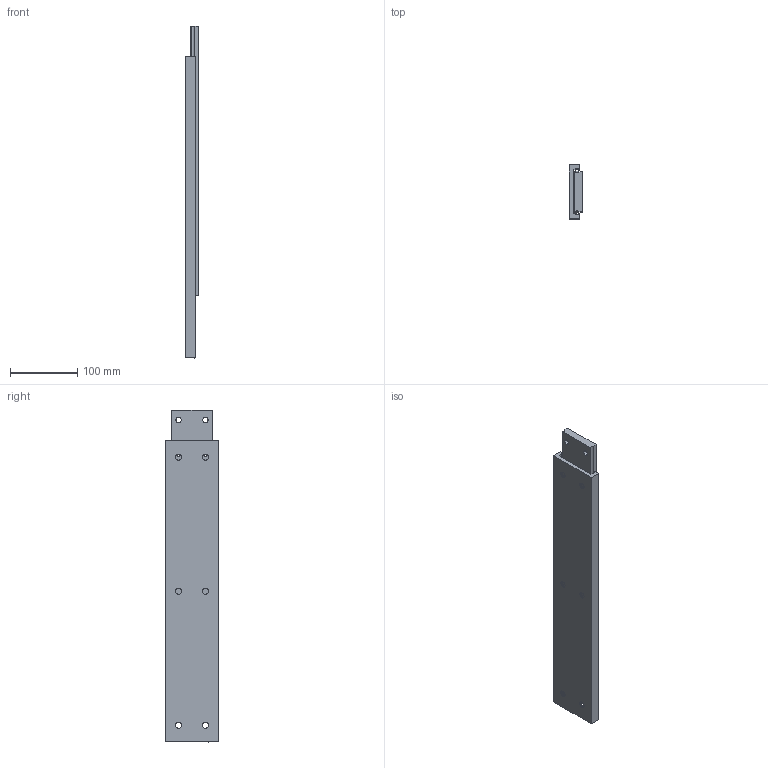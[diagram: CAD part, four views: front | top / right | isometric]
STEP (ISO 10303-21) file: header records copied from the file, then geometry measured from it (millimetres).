
FILE_DESCRIPTION (( 'STEP AP214' ), '1' );
FILE_NAME ('ows80-450.STEP', '2021-11-10T10:07:49', ( '' ), ( '' ), 'SwSTEP 2.0', 'SolidWorks 2020', '' );
FILE_SCHEMA (( 'AUTOMOTIVE_DESIGN' ));
Length unit declared in the file: millimetre
Products named in the file (3): masko80_450; zensko80_450; ows80-450
Assembly tree (2 placements, depth 2):
  ows80-450
    masko80_450
    zensko80_450
Bounding box: 20 x 80 x 495.37 mm (x, y, z)
Volume: 545552.5 mm3; surface area: 158314.4 mm2
Topology: 2 solids, 2 shells, 100 faces, 250 edges, 156 vertices
Faces by surface type: cylinder 36, plane 36, cone 24, torus 4
Entity records: 3148 total; most frequent: DIRECTION 564, CARTESIAN_POINT 511, ORIENTED_EDGE 500, EDGE_CURVE 250, AXIS2_PLACEMENT_3D 209, VERTEX_POINT 156, VECTOR 146, LINE 146
